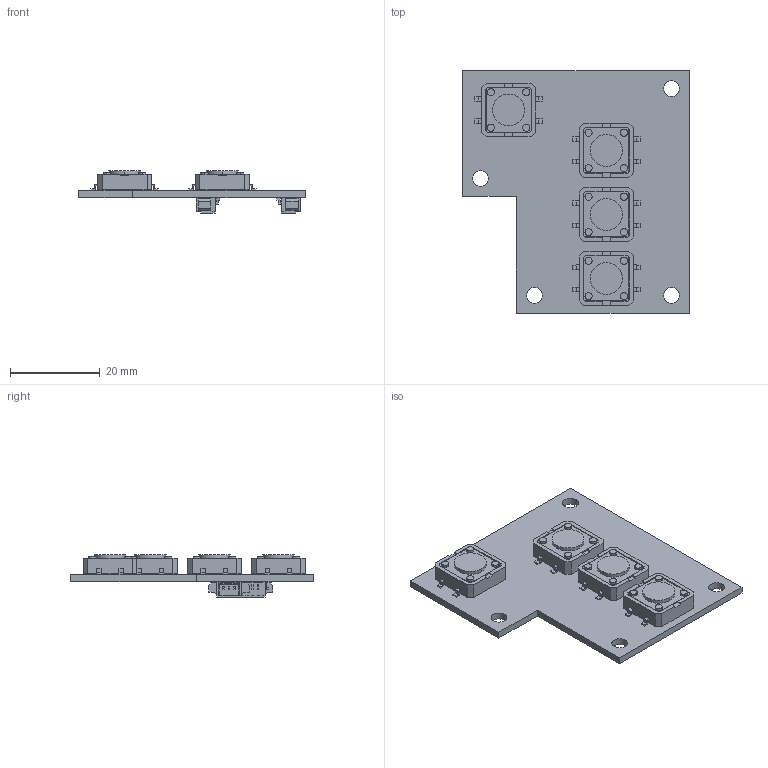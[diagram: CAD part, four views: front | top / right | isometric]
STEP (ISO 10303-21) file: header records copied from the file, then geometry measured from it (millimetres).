
FILE_DESCRIPTION(('KiCad electronic assembly'),'2;1');
FILE_NAME('LeftPanel.step','2020-01-13T14:50:53',('An Author'),( 'A Company'),'Open CASCADE STEP processor 6.9', 'KiCad to STEP converter','Unknown');
FILE_SCHEMA(('AUTOMOTIVE_DESIGN { 1 0 10303 214 1 1 1 1 }'));
Length unit declared in the file: millimetre
Products named in the file (8): Open CASCADE STEP translator 6.9 1; Molex_PicoBlade_53261-0771_07x1.25mm_Angled; SOLID; B3FS-4002P; Molex_PicoBlade_53261-0371_03x1.25mm_Angled; COMPOUND
Assembly tree (10 placements, depth 3):
  Open CASCADE STEP translator 6.9 1
    Molex_PicoBlade_53261-0771_07x1.25mm_Angled
      SOLID
    B3FS-4002P  x4
      SOLID
    Molex_PicoBlade_53261-0371_03x1.25mm_Angled
      SOLID
    COMPOUND
Bounding box: 50.5 x 54 x 9.4 mm (x, y, z)
Volume: 6053.7 mm3; surface area: 7773.5 mm2
Topology: 7 solids, 7 shells, 791 faces, 2083 edges, 1370 vertices
Faces by surface type: plane 717, cylinder 74
Full cylindrical faces by diameter (mm): 3.5 x4
Entity records: 37982 total; most frequent: CARTESIAN_POINT 5913, DIRECTION 5411, LINE 4039, VECTOR 4039, ORIENTED_EDGE 2834, PCURVE 2834, DEFINITIONAL_REPRESENTATION 2834, EDGE_CURVE 1417
